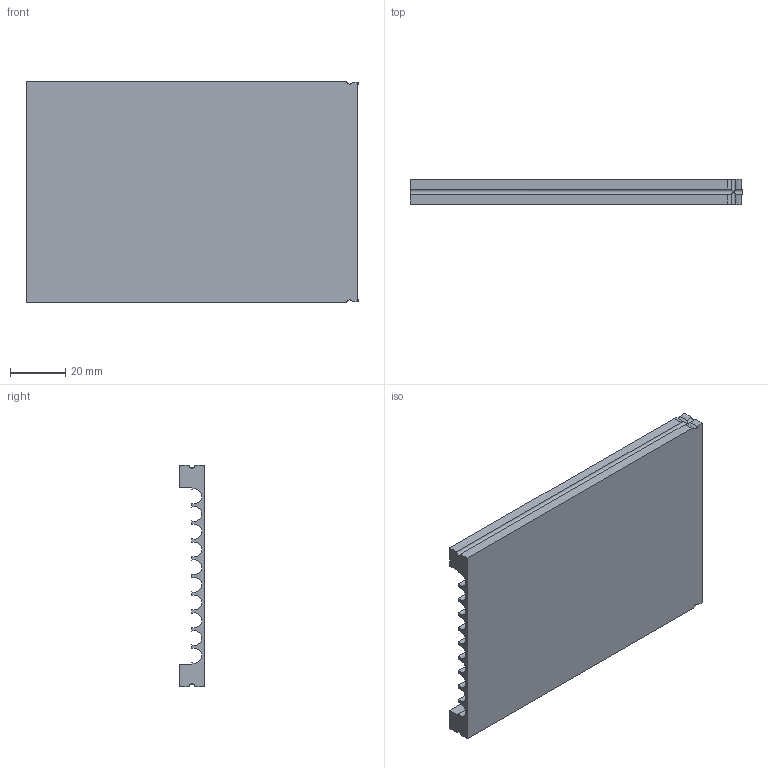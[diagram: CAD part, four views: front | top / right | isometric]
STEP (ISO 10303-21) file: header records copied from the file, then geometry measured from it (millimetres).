
FILE_DESCRIPTION( ( '' ), ' ' );
FILE_NAME( '55e71cb7e4b02eacf3620ca9.step', '2015-09-02T15:58:48', ( '' ), ( '' ), ' ', ' ', ' ' );
FILE_SCHEMA( ( 'AUTOMOTIVE_DESIGN { 1 0 10303 214 1 1 1 1 }' ) );
Length unit declared in the file: metre
Products named in the file (1): sleep_monitor_flies_basefood_3_clean
Bounding box: 120 x 9 x 80 mm (x, y, z)
Volume: 32868.3 mm3; surface area: 29781.8 mm2
Topology: 1 solids, 1 shells, 68 faces, 184 edges, 122 vertices
Faces by surface type: plane 42, cylinder 26
Entity records: 2788 total; most frequent: CARTESIAN_POINT 483, ORIENTED_EDGE 368, DIRECTION 358, EDGE_CURVE 184, LINE 132, VECTOR 132, VERTEX_POINT 122, AXIS2_PLACEMENT_3D 113
